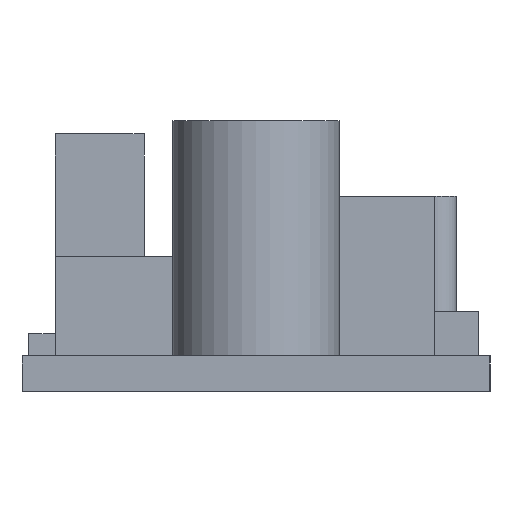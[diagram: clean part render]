
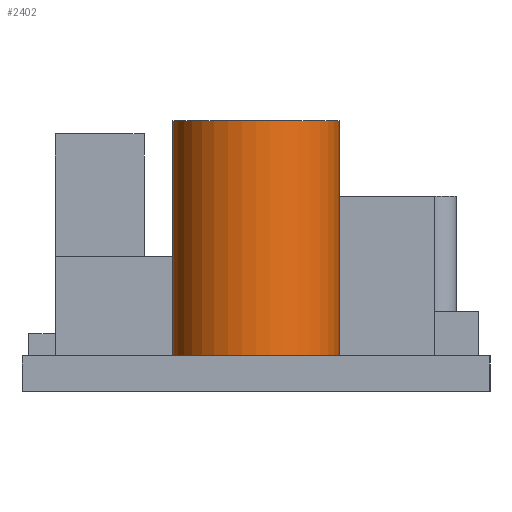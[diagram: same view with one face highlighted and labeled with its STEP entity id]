
A CAD part, left-side view. The second image highlights one B-rep face of the part: STEP entity #2402.
In plain terms, the highlighted cylindrical face has radius 3.75 mm (diameter 7.5 mm), a full revolution.
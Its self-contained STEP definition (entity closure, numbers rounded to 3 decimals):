
#32 = PLANE('',#33);
#33 = AXIS2_PLACEMENT_3D('',#34,#35,#36);
#34 = CARTESIAN_POINT('',(0.,0.,1.6));
#35 = DIRECTION('',(0.,0.,1.));
#36 = DIRECTION('',(1.,0.,0.));
#795 = EDGE_CURVE('',#796,#796,#798,.T.);
#796 = VERTEX_POINT('',#797);
#797 = CARTESIAN_POINT('',(-13.34,0.,1.6));
#798 = SURFACE_CURVE('',#799,(#804,#811),.PCURVE_S1.);
#799 = CIRCLE('',#800,3.75);
#800 = AXIS2_PLACEMENT_3D('',#801,#802,#803);
#801 = CARTESIAN_POINT('',(-17.09,0.,1.6));
#802 = DIRECTION('',(0.,0.,1.));
#803 = DIRECTION('',(1.,0.,0.));
#804 = PCURVE('',#32,#805);
#805 = DEFINITIONAL_REPRESENTATION('',(#806),#810);
#806 = CIRCLE('',#807,3.75);
#807 = AXIS2_PLACEMENT_2D('',#808,#809);
#808 = CARTESIAN_POINT('',(-17.09,0.));
#809 = DIRECTION('',(1.,0.));
#810 = ( GEOMETRIC_REPRESENTATION_CONTEXT(2) 
PARAMETRIC_REPRESENTATION_CONTEXT() REPRESENTATION_CONTEXT('2D SPACE',''
  ) );
#811 = PCURVE('',#812,#817);
#812 = CYLINDRICAL_SURFACE('',#813,3.75);
#813 = AXIS2_PLACEMENT_3D('',#814,#815,#816);
#814 = CARTESIAN_POINT('',(-17.09,0.,1.6));
#815 = DIRECTION('',(-0.,-0.,-1.));
#816 = DIRECTION('',(1.,0.,0.));
#817 = DEFINITIONAL_REPRESENTATION('',(#818),#822);
#818 = LINE('',#819,#820);
#819 = CARTESIAN_POINT('',(-0.,0.));
#820 = VECTOR('',#821,1.);
#821 = DIRECTION('',(-1.,0.));
#822 = ( GEOMETRIC_REPRESENTATION_CONTEXT(2) 
PARAMETRIC_REPRESENTATION_CONTEXT() REPRESENTATION_CONTEXT('2D SPACE',''
  ) );
#2402 = ADVANCED_FACE('',(#2403),#812,.T.);
#2403 = FACE_BOUND('',#2404,.F.);
#2404 = EDGE_LOOP('',(#2405,#2428,#2455,#2456));
#2405 = ORIENTED_EDGE('',*,*,#2406,.T.);
#2406 = EDGE_CURVE('',#796,#2407,#2409,.T.);
#2407 = VERTEX_POINT('',#2408);
#2408 = CARTESIAN_POINT('',(-13.34,0.,12.2));
#2409 = SEAM_CURVE('',#2410,(#2414,#2421),.PCURVE_S1.);
#2410 = LINE('',#2411,#2412);
#2411 = CARTESIAN_POINT('',(-13.34,0.,1.6));
#2412 = VECTOR('',#2413,1.);
#2413 = DIRECTION('',(0.,0.,1.));
#2414 = PCURVE('',#812,#2415);
#2415 = DEFINITIONAL_REPRESENTATION('',(#2416),#2420);
#2416 = LINE('',#2417,#2418);
#2417 = CARTESIAN_POINT('',(-0.,0.));
#2418 = VECTOR('',#2419,1.);
#2419 = DIRECTION('',(-0.,-1.));
#2420 = ( GEOMETRIC_REPRESENTATION_CONTEXT(2) 
PARAMETRIC_REPRESENTATION_CONTEXT() REPRESENTATION_CONTEXT('2D SPACE',''
  ) );
#2421 = PCURVE('',#812,#2422);
#2422 = DEFINITIONAL_REPRESENTATION('',(#2423),#2427);
#2423 = LINE('',#2424,#2425);
#2424 = CARTESIAN_POINT('',(-6.283,0.));
#2425 = VECTOR('',#2426,1.);
#2426 = DIRECTION('',(-0.,-1.));
#2427 = ( GEOMETRIC_REPRESENTATION_CONTEXT(2) 
PARAMETRIC_REPRESENTATION_CONTEXT() REPRESENTATION_CONTEXT('2D SPACE',''
  ) );
#2428 = ORIENTED_EDGE('',*,*,#2429,.T.);
#2429 = EDGE_CURVE('',#2407,#2407,#2430,.T.);
#2430 = SURFACE_CURVE('',#2431,(#2436,#2443),.PCURVE_S1.);
#2431 = CIRCLE('',#2432,3.75);
#2432 = AXIS2_PLACEMENT_3D('',#2433,#2434,#2435);
#2433 = CARTESIAN_POINT('',(-17.09,0.,12.2));
#2434 = DIRECTION('',(0.,0.,1.));
#2435 = DIRECTION('',(1.,0.,0.));
#2436 = PCURVE('',#812,#2437);
#2437 = DEFINITIONAL_REPRESENTATION('',(#2438),#2442);
#2438 = LINE('',#2439,#2440);
#2439 = CARTESIAN_POINT('',(-0.,-10.6));
#2440 = VECTOR('',#2441,1.);
#2441 = DIRECTION('',(-1.,0.));
#2442 = ( GEOMETRIC_REPRESENTATION_CONTEXT(2) 
PARAMETRIC_REPRESENTATION_CONTEXT() REPRESENTATION_CONTEXT('2D SPACE',''
  ) );
#2443 = PCURVE('',#2444,#2449);
#2444 = PLANE('',#2445);
#2445 = AXIS2_PLACEMENT_3D('',#2446,#2447,#2448);
#2446 = CARTESIAN_POINT('',(0.,0.,12.2)
  );
#2447 = DIRECTION('',(0.,0.,1.));
#2448 = DIRECTION('',(1.,0.,0.));
#2449 = DEFINITIONAL_REPRESENTATION('',(#2450),#2454);
#2450 = CIRCLE('',#2451,3.75);
#2451 = AXIS2_PLACEMENT_2D('',#2452,#2453);
#2452 = CARTESIAN_POINT('',(-17.09,0.));
#2453 = DIRECTION('',(1.,0.));
#2454 = ( GEOMETRIC_REPRESENTATION_CONTEXT(2) 
PARAMETRIC_REPRESENTATION_CONTEXT() REPRESENTATION_CONTEXT('2D SPACE',''
  ) );
#2455 = ORIENTED_EDGE('',*,*,#2406,.F.);
#2456 = ORIENTED_EDGE('',*,*,#795,.F.);
